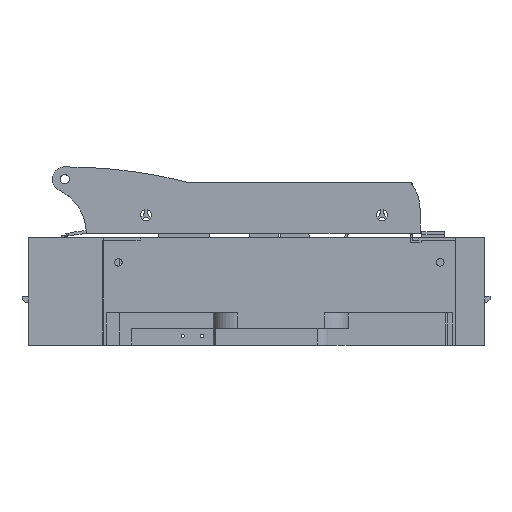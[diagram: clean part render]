
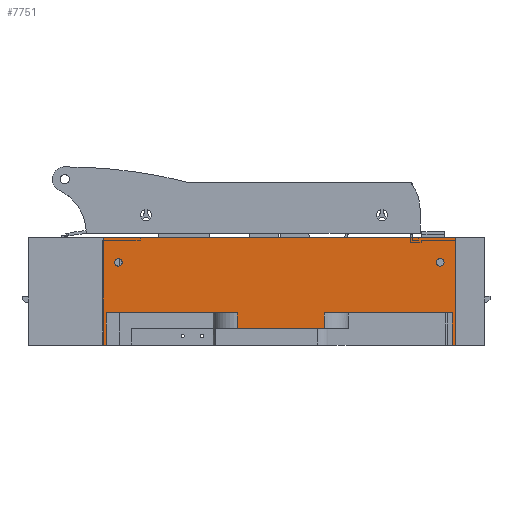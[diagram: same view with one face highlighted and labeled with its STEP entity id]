
A CAD part, front view. The second image highlights one B-rep face of the part: STEP entity #7751.
In plain terms, the highlighted face is planar.
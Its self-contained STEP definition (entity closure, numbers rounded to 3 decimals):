
#7640=AXIS2_PLACEMENT_3D('Plane Axis2P3D',#7637,#7638,#7639) ;
#7717=AXIS2_PLACEMENT_3D('Circle Axis2P3D',#7715,#7716,$) ;
#7726=AXIS2_PLACEMENT_3D('Circle Axis2P3D',#7724,#7725,$) ;
#7735=AXIS2_PLACEMENT_3D('Circle Axis2P3D',#7733,#7734,$) ;
#7744=AXIS2_PLACEMENT_3D('Circle Axis2P3D',#7742,#7743,$) ;
#6580=CARTESIAN_POINT('Vertex',(-115.,34.25,0.)) ;
#6583=CARTESIAN_POINT('Line Origine',(-114.,34.25,0.)) ;
#6587=CARTESIAN_POINT('Vertex',(-113.,34.25,0.)) ;
#6727=CARTESIAN_POINT('Vertex',(113.,34.25,0.)) ;
#6730=CARTESIAN_POINT('Line Origine',(114.,34.25,0.)) ;
#6734=CARTESIAN_POINT('Vertex',(115.,34.25,0.)) ;
#7535=CARTESIAN_POINT('Vertex',(-115.,34.25,70.)) ;
#7538=CARTESIAN_POINT('Line Origine',(-115.,34.25,35.)) ;
#7637=CARTESIAN_POINT('Axis2P3D Location',(0.,34.25,0.)) ;
#7642=CARTESIAN_POINT('Line Origine',(-29.25,34.25,16.)) ;
#7646=CARTESIAN_POINT('Vertex',(-29.25,34.25,11.)) ;
#7648=CARTESIAN_POINT('Vertex',(-29.25,34.25,21.)) ;
#7651=CARTESIAN_POINT('Line Origine',(-71.125,34.25,21.)) ;
#7655=CARTESIAN_POINT('Vertex',(-113.,34.25,21.)) ;
#7658=CARTESIAN_POINT('Line Origine',(-113.,34.25,10.5)) ;
#7663=CARTESIAN_POINT('Line Origine',(0.,34.25,70.)) ;
#7667=CARTESIAN_POINT('Vertex',(115.,34.25,70.)) ;
#7670=CARTESIAN_POINT('Line Origine',(115.,34.25,35.)) ;
#7675=CARTESIAN_POINT('Line Origine',(113.,34.25,10.5)) ;
#7679=CARTESIAN_POINT('Vertex',(113.,34.25,21.)) ;
#7682=CARTESIAN_POINT('Line Origine',(70.125,34.25,21.)) ;
#7686=CARTESIAN_POINT('Vertex',(27.25,34.25,21.)) ;
#7689=CARTESIAN_POINT('Line Origine',(27.25,34.25,16.)) ;
#7693=CARTESIAN_POINT('Vertex',(27.25,34.25,11.)) ;
#7696=CARTESIAN_POINT('Line Origine',(-1.,34.25,11.)) ;
#7715=CARTESIAN_POINT('Axis2P3D Location',(105.,34.25,54.)) ;
#7719=CARTESIAN_POINT('Vertex',(105.,34.25,51.5)) ;
#7721=CARTESIAN_POINT('Vertex',(105.,34.25,56.5)) ;
#7724=CARTESIAN_POINT('Axis2P3D Location',(105.,34.25,54.)) ;
#7733=CARTESIAN_POINT('Axis2P3D Location',(-105.,34.25,54.)) ;
#7737=CARTESIAN_POINT('Vertex',(-105.,34.25,56.5)) ;
#7739=CARTESIAN_POINT('Vertex',(-105.,34.25,51.5)) ;
#7742=CARTESIAN_POINT('Axis2P3D Location',(-105.,34.25,54.)) ;
#6584=DIRECTION('Vector Direction',(-1.,0.,0.)) ;
#6731=DIRECTION('Vector Direction',(-1.,0.,0.)) ;
#7539=DIRECTION('Vector Direction',(0.,0.,-1.)) ;
#7638=DIRECTION('Axis2P3D Direction',(0.,1.,0.)) ;
#7639=DIRECTION('Axis2P3D XDirection',(0.,0.,1.)) ;
#7643=DIRECTION('Vector Direction',(0.,0.,1.)) ;
#7652=DIRECTION('Vector Direction',(-1.,0.,0.)) ;
#7659=DIRECTION('Vector Direction',(0.,0.,1.)) ;
#7664=DIRECTION('Vector Direction',(1.,0.,0.)) ;
#7671=DIRECTION('Vector Direction',(0.,0.,1.)) ;
#7676=DIRECTION('Vector Direction',(0.,0.,1.)) ;
#7683=DIRECTION('Vector Direction',(-1.,0.,0.)) ;
#7690=DIRECTION('Vector Direction',(0.,0.,1.)) ;
#7697=DIRECTION('Vector Direction',(1.,0.,0.)) ;
#7716=DIRECTION('Axis2P3D Direction',(0.,1.,0.)) ;
#7725=DIRECTION('Axis2P3D Direction',(0.,1.,0.)) ;
#7734=DIRECTION('Axis2P3D Direction',(0.,1.,0.)) ;
#7743=DIRECTION('Axis2P3D Direction',(0.,1.,0.)) ;
#6585=VECTOR('Line Direction',#6584,1.) ;
#6732=VECTOR('Line Direction',#6731,1.) ;
#7540=VECTOR('Line Direction',#7539,1.) ;
#7644=VECTOR('Line Direction',#7643,1.) ;
#7653=VECTOR('Line Direction',#7652,1.) ;
#7660=VECTOR('Line Direction',#7659,1.) ;
#7665=VECTOR('Line Direction',#7664,1.) ;
#7672=VECTOR('Line Direction',#7671,1.) ;
#7677=VECTOR('Line Direction',#7676,1.) ;
#7684=VECTOR('Line Direction',#7683,1.) ;
#7691=VECTOR('Line Direction',#7690,1.) ;
#7698=VECTOR('Line Direction',#7697,1.) ;
#7702=ORIENTED_EDGE('',*,*,#7650,.T.) ;
#7703=ORIENTED_EDGE('',*,*,#7657,.T.) ;
#7704=ORIENTED_EDGE('',*,*,#7662,.F.) ;
#7705=ORIENTED_EDGE('',*,*,#6589,.T.) ;
#7706=ORIENTED_EDGE('',*,*,#7542,.F.) ;
#7707=ORIENTED_EDGE('',*,*,#7669,.T.) ;
#7708=ORIENTED_EDGE('',*,*,#7674,.F.) ;
#7709=ORIENTED_EDGE('',*,*,#6736,.T.) ;
#7710=ORIENTED_EDGE('',*,*,#7681,.T.) ;
#7711=ORIENTED_EDGE('',*,*,#7688,.T.) ;
#7712=ORIENTED_EDGE('',*,*,#7695,.F.) ;
#7713=ORIENTED_EDGE('',*,*,#7700,.F.) ;
#7730=ORIENTED_EDGE('',*,*,#7723,.F.) ;
#7731=ORIENTED_EDGE('',*,*,#7728,.F.) ;
#7748=ORIENTED_EDGE('',*,*,#7741,.F.) ;
#7749=ORIENTED_EDGE('',*,*,#7746,.F.) ;
#7732=FACE_BOUND('',#7729,.T.) ;
#7750=FACE_BOUND('',#7747,.T.) ;
#7751=ADVANCED_FACE('Hauptkoerper nicht benutzen',(#7714,#7732,#7750),#7641,.T.) ;
#7718=CIRCLE('generated circle',#7717,2.5) ;
#7727=CIRCLE('generated circle',#7726,2.5) ;
#7736=CIRCLE('generated circle',#7735,2.5) ;
#7745=CIRCLE('generated circle',#7744,2.5) ;
#6589=EDGE_CURVE('',#6588,#6581,#6586,.T.) ;
#6736=EDGE_CURVE('',#6735,#6728,#6733,.T.) ;
#7542=EDGE_CURVE('',#7536,#6581,#7541,.T.) ;
#7650=EDGE_CURVE('',#7647,#7649,#7645,.T.) ;
#7657=EDGE_CURVE('',#7649,#7656,#7654,.T.) ;
#7662=EDGE_CURVE('',#6588,#7656,#7661,.T.) ;
#7669=EDGE_CURVE('',#7536,#7668,#7666,.T.) ;
#7674=EDGE_CURVE('',#6735,#7668,#7673,.T.) ;
#7681=EDGE_CURVE('',#6728,#7680,#7678,.T.) ;
#7688=EDGE_CURVE('',#7680,#7687,#7685,.T.) ;
#7695=EDGE_CURVE('',#7694,#7687,#7692,.T.) ;
#7700=EDGE_CURVE('',#7647,#7694,#7699,.T.) ;
#7723=EDGE_CURVE('',#7720,#7722,#7718,.T.) ;
#7728=EDGE_CURVE('',#7722,#7720,#7727,.T.) ;
#7741=EDGE_CURVE('',#7738,#7740,#7736,.T.) ;
#7746=EDGE_CURVE('',#7740,#7738,#7745,.T.) ;
#7701=EDGE_LOOP('',(#7702,#7703,#7704,#7705,#7706,#7707,#7708,#7709,#7710,#7711,#7712,#7713)) ;
#7729=EDGE_LOOP('',(#7730,#7731)) ;
#7747=EDGE_LOOP('',(#7748,#7749)) ;
#7714=FACE_OUTER_BOUND('',#7701,.T.) ;
#6586=LINE('Line',#6583,#6585) ;
#6733=LINE('Line',#6730,#6732) ;
#7541=LINE('Line',#7538,#7540) ;
#7645=LINE('Line',#7642,#7644) ;
#7654=LINE('Line',#7651,#7653) ;
#7661=LINE('Line',#7658,#7660) ;
#7666=LINE('Line',#7663,#7665) ;
#7673=LINE('Line',#7670,#7672) ;
#7678=LINE('Line',#7675,#7677) ;
#7685=LINE('Line',#7682,#7684) ;
#7692=LINE('Line',#7689,#7691) ;
#7699=LINE('Line',#7696,#7698) ;
#7641=PLANE('Plane',#7640) ;
#6581=VERTEX_POINT('',#6580) ;
#6588=VERTEX_POINT('',#6587) ;
#6728=VERTEX_POINT('',#6727) ;
#6735=VERTEX_POINT('',#6734) ;
#7536=VERTEX_POINT('',#7535) ;
#7647=VERTEX_POINT('',#7646) ;
#7649=VERTEX_POINT('',#7648) ;
#7656=VERTEX_POINT('',#7655) ;
#7668=VERTEX_POINT('',#7667) ;
#7680=VERTEX_POINT('',#7679) ;
#7687=VERTEX_POINT('',#7686) ;
#7694=VERTEX_POINT('',#7693) ;
#7720=VERTEX_POINT('',#7719) ;
#7722=VERTEX_POINT('',#7721) ;
#7738=VERTEX_POINT('',#7737) ;
#7740=VERTEX_POINT('',#7739) ;
